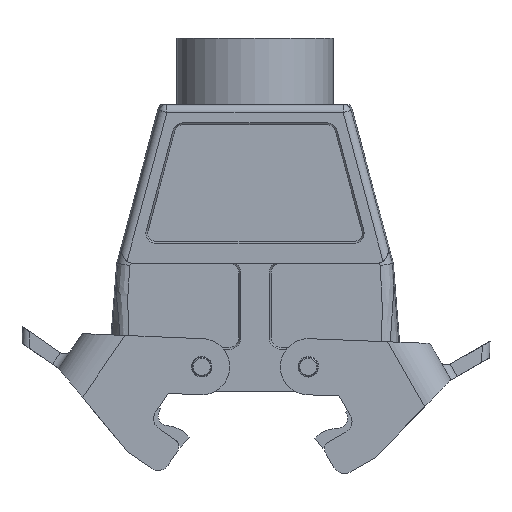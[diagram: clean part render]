
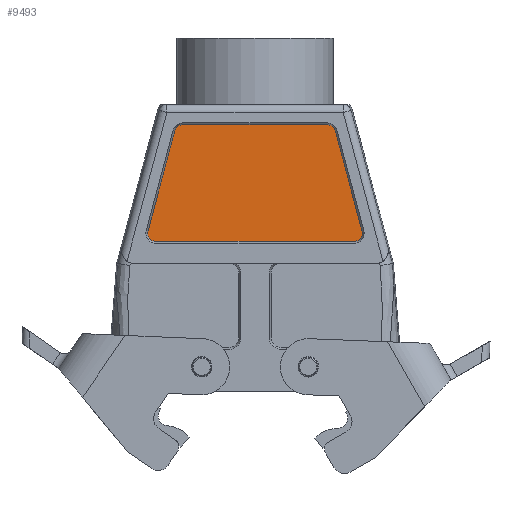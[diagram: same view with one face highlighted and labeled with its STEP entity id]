
A CAD part, front view. The second image highlights one B-rep face of the part: STEP entity #9493.
In plain terms, the highlighted planar face has unit normal (0, -1, 0).
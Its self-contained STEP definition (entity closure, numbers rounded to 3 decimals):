
#9418=CARTESIAN_POINT('',(18.027,-21.25,55.35));
#9419=DIRECTION('',(0.0,1.0,0.0));
#9420=DIRECTION('',(0.0,0.0,1.0));
#9421=AXIS2_PLACEMENT_3D('',#9418,#9419,#9420);
#9422=PLANE('',#9421);
#9423=CARTESIAN_POINT('',(26.701,-21.25,30.879));
#9424=VERTEX_POINT('',#9423);
#9425=CARTESIAN_POINT('',(20.002,-21.25,55.879));
#9426=VERTEX_POINT('',#9425);
#9427=CARTESIAN_POINT('',(26.701,-21.25,30.879));
#9428=DIRECTION('',(-0.259,0.0,0.966));
#9429=VECTOR('',#9428,25.882);
#9430=LINE('',#9427,#9429);
#9431=EDGE_CURVE('',#9424,#9426,#9430,.T.);
#9432=ORIENTED_EDGE('',*,*,#9431,.T.);
#9433=CARTESIAN_POINT('',(18.027,-21.25,57.395));
#9434=VERTEX_POINT('',#9433);
#9435=CARTESIAN_POINT('',(18.027,-21.25,55.35));
#9436=DIRECTION('',(0.0,-1.0,0.0));
#9437=DIRECTION('',(0.0,0.0,1.0));
#9438=AXIS2_PLACEMENT_3D('',#9435,#9436,#9437);
#9439=CIRCLE('',#9438,2.045);
#9440=EDGE_CURVE('',#9426,#9434,#9439,.T.);
#9441=ORIENTED_EDGE('',*,*,#9440,.T.);
#9442=CARTESIAN_POINT('',(-18.027,-21.25,57.395));
#9443=VERTEX_POINT('',#9442);
#9444=CARTESIAN_POINT('',(-18.027,-21.25,57.395));
#9445=DIRECTION('',(1.0,0.0,0.0));
#9446=VECTOR('',#9445,36.054);
#9447=LINE('',#9444,#9446);
#9448=EDGE_CURVE('',#9443,#9434,#9447,.T.);
#9449=ORIENTED_EDGE('',*,*,#9448,.F.);
#9450=CARTESIAN_POINT('',(-20.002,-21.25,55.879));
#9451=VERTEX_POINT('',#9450);
#9452=CARTESIAN_POINT('',(-18.027,-21.25,55.35));
#9453=DIRECTION('',(0.0,1.0,0.0));
#9454=DIRECTION('',(0.0,0.0,1.0));
#9455=AXIS2_PLACEMENT_3D('',#9452,#9453,#9454);
#9456=CIRCLE('',#9455,2.045);
#9457=EDGE_CURVE('',#9451,#9443,#9456,.T.);
#9458=ORIENTED_EDGE('',*,*,#9457,.F.);
#9459=CARTESIAN_POINT('',(-26.701,-21.25,30.879));
#9460=VERTEX_POINT('',#9459);
#9461=CARTESIAN_POINT('',(-26.701,-21.25,30.879));
#9462=DIRECTION('',(0.259,0.0,0.966));
#9463=VECTOR('',#9462,25.882);
#9464=LINE('',#9461,#9463);
#9465=EDGE_CURVE('',#9460,#9451,#9464,.T.);
#9466=ORIENTED_EDGE('',*,*,#9465,.F.);
#9467=CARTESIAN_POINT('',(-24.726,-21.25,28.305));
#9468=VERTEX_POINT('',#9467);
#9469=CARTESIAN_POINT('',(-24.726,-21.25,30.35));
#9470=DIRECTION('',(0.0,-1.0,0.0));
#9471=DIRECTION('',(0.0,0.0,1.0));
#9472=AXIS2_PLACEMENT_3D('',#9469,#9470,#9471);
#9473=CIRCLE('',#9472,2.045);
#9474=EDGE_CURVE('',#9460,#9468,#9473,.T.);
#9475=ORIENTED_EDGE('',*,*,#9474,.T.);
#9476=CARTESIAN_POINT('',(24.726,-21.25,28.305));
#9477=VERTEX_POINT('',#9476);
#9478=CARTESIAN_POINT('',(-24.726,-21.25,28.305));
#9479=DIRECTION('',(1.0,0.0,0.0));
#9480=VECTOR('',#9479,49.452);
#9481=LINE('',#9478,#9480);
#9482=EDGE_CURVE('',#9468,#9477,#9481,.T.);
#9483=ORIENTED_EDGE('',*,*,#9482,.T.);
#9484=CARTESIAN_POINT('',(24.726,-21.25,30.35));
#9485=DIRECTION('',(0.0,-1.0,0.0));
#9486=DIRECTION('',(0.0,0.0,1.0));
#9487=AXIS2_PLACEMENT_3D('',#9484,#9485,#9486);
#9488=CIRCLE('',#9487,2.045);
#9489=EDGE_CURVE('',#9477,#9424,#9488,.T.);
#9490=ORIENTED_EDGE('',*,*,#9489,.T.);
#9491=EDGE_LOOP('',(#9432,#9441,#9449,#9458,#9466,#9475,#9483,#9490));
#9492=FACE_OUTER_BOUND('',#9491,.T.);
#9493=ADVANCED_FACE('',(#9492),#9422,.F.);
